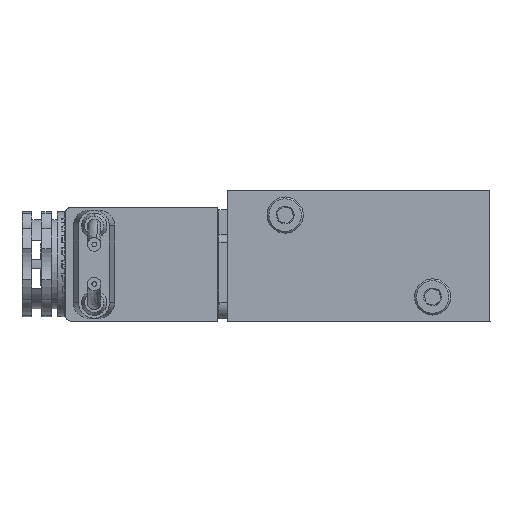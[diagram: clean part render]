
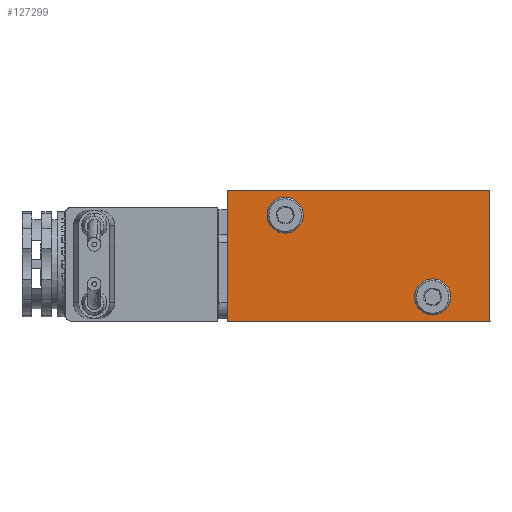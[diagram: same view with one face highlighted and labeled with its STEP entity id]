
A CAD part, left-side view. The second image highlights one B-rep face of the part: STEP entity #127299.
In plain terms, the highlighted planar face has unit normal (-1, 0, 0).
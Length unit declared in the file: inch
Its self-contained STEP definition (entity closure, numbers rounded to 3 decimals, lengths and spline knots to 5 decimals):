
#3401 = ORIENTED_EDGE ( 'NONE', *, *, #26141, .T. ) ;
#7620 = AXIS2_PLACEMENT_3D ( 'NONE', #70120, #30945, #60655 ) ;
#9147 = ORIENTED_EDGE ( 'NONE', *, *, #120742, .F. ) ;
#11253 = DIRECTION ( 'NONE',  ( 0., 0., 1. ) ) ;
#13303 = VERTEX_POINT ( 'NONE', #110612 ) ;
#13350 = FACE_BOUND ( 'NONE', #26189, .T. ) ;
#13907 = LINE ( 'NONE', #114911, #89716 ) ;
#14072 = DIRECTION ( 'NONE',  ( 0., 0., 1. ) ) ;
#14927 = VERTEX_POINT ( 'NONE', #57411 ) ;
#15821 = AXIS2_PLACEMENT_3D ( 'NONE', #83570, #24496, #14072 ) ;
#18390 = ORIENTED_EDGE ( 'NONE', *, *, #37716, .T. ) ;
#18811 = ORIENTED_EDGE ( 'NONE', *, *, #114736, .T. ) ;
#19108 = DIRECTION ( 'NONE',  ( 0., 0., 1. ) ) ;
#21599 = VECTOR ( 'NONE', #73117, 39.37008 ) ;
#21723 = CIRCLE ( 'NONE', #7620, 0.12402 ) ;
#24141 = CARTESIAN_POINT ( 'NONE',  ( -2.80737, 1.73139, 3.10774 ) ) ;
#24496 = DIRECTION ( 'NONE',  ( 1., 0., 0. ) ) ;
#26141 = EDGE_CURVE ( 'NONE', #14927, #13303, #102550, .T. ) ;
#26189 = EDGE_LOOP ( 'NONE', ( #18811, #38708 ) ) ;
#26194 = VERTEX_POINT ( 'NONE', #55612 ) ;
#27193 = CARTESIAN_POINT ( 'NONE',  ( -2.80737, 0.15664, 2.16509 ) ) ;
#30945 = DIRECTION ( 'NONE',  ( 1., 0., 0. ) ) ;
#31273 = VECTOR ( 'NONE', #11253, 39.37008 ) ;
#34162 = CARTESIAN_POINT ( 'NONE',  ( -2.80737, 2.16865, 2.17109 ) ) ;
#37017 = ORIENTED_EDGE ( 'NONE', *, *, #121388, .T. ) ;
#37716 = EDGE_CURVE ( 'NONE', #13303, #70137, #113086, .T. ) ;
#38708 = ORIENTED_EDGE ( 'NONE', *, *, #44663, .T. ) ;
#38971 = DIRECTION ( 'NONE',  ( 0., 0., 1. ) ) ;
#44663 = EDGE_CURVE ( 'NONE', #26194, #62038, #67555, .T. ) ;
#45917 = VERTEX_POINT ( 'NONE', #90435 ) ;
#49467 = LINE ( 'NONE', #64545, #21599 ) ;
#53043 = VERTEX_POINT ( 'NONE', #117421 ) ;
#55317 = AXIS2_PLACEMENT_3D ( 'NONE', #88216, #78208, #19108 ) ;
#55612 = CARTESIAN_POINT ( 'NONE',  ( -2.80737, 1.73139, 2.85971 ) ) ;
#56236 = CARTESIAN_POINT ( 'NONE',  ( -2.80737, 0.6062, 2.48308 ) ) ;
#57411 = CARTESIAN_POINT ( 'NONE',  ( -2.80737, 2.16865, 2.17109 ) ) ;
#60655 = DIRECTION ( 'NONE',  ( 0., 0., 1. ) ) ;
#62038 = VERTEX_POINT ( 'NONE', #24141 ) ;
#64545 = CARTESIAN_POINT ( 'NONE',  ( -2.80737, 2.1688, 2.67109 ) ) ;
#66497 = DIRECTION ( 'NONE',  ( 0., 1., 0. ) ) ;
#67555 = CIRCLE ( 'NONE', #55317, 0.12402 ) ;
#69963 = AXIS2_PLACEMENT_3D ( 'NONE', #27193, #75477, #113948 ) ;
#70120 = CARTESIAN_POINT ( 'NONE',  ( -2.80737, 0.6062, 2.35906 ) ) ;
#70137 = VERTEX_POINT ( 'NONE', #77279 ) ;
#73102 = VECTOR ( 'NONE', #92833, 39.37008 ) ;
#73117 = DIRECTION ( 'NONE',  ( 0., 0., 1. ) ) ;
#75267 = CIRCLE ( 'NONE', #91928, 0.12402 ) ;
#75477 = DIRECTION ( 'NONE',  ( -1., 0., 0. ) ) ;
#76553 = EDGE_CURVE ( 'NONE', #53043, #119365, #21723, .T. ) ;
#77279 = CARTESIAN_POINT ( 'NONE',  ( -2.80737, 0.16895, 3.1717 ) ) ;
#78208 = DIRECTION ( 'NONE',  ( 1., 0., 0. ) ) ;
#83570 = CARTESIAN_POINT ( 'NONE',  ( -2.80737, 1.73139, 2.98372 ) ) ;
#88216 = CARTESIAN_POINT ( 'NONE',  ( -2.80737, 1.73139, 2.98372 ) ) ;
#89716 = VECTOR ( 'NONE', #66497, 39.37008 ) ;
#90435 = CARTESIAN_POINT ( 'NONE',  ( -2.80737, 2.16895, 3.17109 ) ) ;
#90734 = FACE_BOUND ( 'NONE', #93696, .T. ) ;
#90756 = ORIENTED_EDGE ( 'NONE', *, *, #76553, .T. ) ;
#91344 = CIRCLE ( 'NONE', #15821, 0.12402 ) ;
#91928 = AXIS2_PLACEMENT_3D ( 'NONE', #107108, #98119, #38971 ) ;
#92183 = FACE_OUTER_BOUND ( 'NONE', #107680, .T. ) ;
#92833 = DIRECTION ( 'NONE',  ( 0., -1., 0. ) ) ;
#93696 = EDGE_LOOP ( 'NONE', ( #37017, #90756 ) ) ;
#93895 = ORIENTED_EDGE ( 'NONE', *, *, #104484, .T. ) ;
#98119 = DIRECTION ( 'NONE',  ( 1., 0., 0. ) ) ;
#102550 = LINE ( 'NONE', #34162, #73102 ) ;
#104484 = EDGE_CURVE ( 'NONE', #70137, #45917, #13907, .T. ) ;
#107108 = CARTESIAN_POINT ( 'NONE',  ( -2.80737, 0.6062, 2.35906 ) ) ;
#107680 = EDGE_LOOP ( 'NONE', ( #93895, #9147, #3401, #18390 ) ) ;
#110612 = CARTESIAN_POINT ( 'NONE',  ( -2.80737, 0.16865, 2.1717 ) ) ;
#113086 = LINE ( 'NONE', #117829, #31273 ) ;
#113948 = DIRECTION ( 'NONE',  ( 0., 0., 1. ) ) ;
#114736 = EDGE_CURVE ( 'NONE', #62038, #26194, #91344, .T. ) ;
#114911 = CARTESIAN_POINT ( 'NONE',  ( -2.80737, 1.16895, 3.17139 ) ) ;
#117421 = CARTESIAN_POINT ( 'NONE',  ( -2.80737, 0.6062, 2.23505 ) ) ;
#117829 = CARTESIAN_POINT ( 'NONE',  ( -2.80737, 0.16865, 2.1717 ) ) ;
#119365 = VERTEX_POINT ( 'NONE', #56236 ) ;
#120742 = EDGE_CURVE ( 'NONE', #14927, #45917, #49467, .T. ) ;
#121388 = EDGE_CURVE ( 'NONE', #119365, #53043, #75267, .T. ) ;
#124581 = PLANE ( 'NONE',  #69963 ) ;
#127299 = ADVANCED_FACE ( 'NONE', ( #13350, #90734, #92183 ), #124581, .T. ) ;
